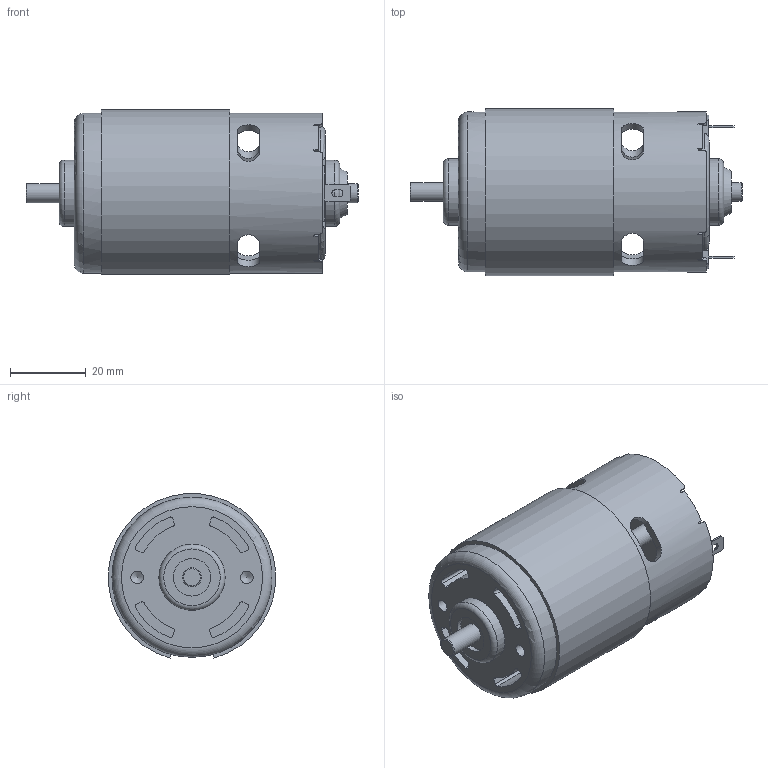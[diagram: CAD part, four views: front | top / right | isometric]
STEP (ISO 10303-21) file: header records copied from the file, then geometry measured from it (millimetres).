
FILE_DESCRIPTION(/* description */ (''),/* implementation_level */ '2;1');
FILE_NAME(/* name */ 'am-3775.ipt.stp',/* time_stamp */ '2017-12-12T12:03:56-08:00',/* author */ ('Autodesk Inc.'),/* organization */ ('Autodesk Inc.'),/* preprocessor_version */ 'ST-DEVELOPER v16.13',/* originating_system */ 'Autodesk Inventor 2018',/* authorisation */ '');
FILE_SCHEMA (('AUTOMOTIVE_DESIGN { 1 0 10303 214 3 1 1 }'));
Length unit declared in the file: inch
Products named in the file (1): am-3775
Bounding box: 87.75 x 44.13 x 43.46 mm (x, y, z)
Volume: 49534.3 mm3; surface area: 24425 mm2
Topology: 1 solids, 9 shells, 383 faces, 1008 edges, 664 vertices
Faces by surface type: plane 142, cylinder 133, bspline 95, torus 8, cone 5
Full cylindrical faces by diameter (mm): 3.3 x2, 5 x4, 9.906 x1, 17.5 x2, 37.95 x2, 42.3 x1
Entity records: 15463 total; most frequent: CARTESIAN_POINT 6501, ORIENTED_EDGE 1946, DIRECTION 1548, EDGE_CURVE 973, VERTEX_POINT 653, AXIS2_PLACEMENT_3D 528, LINE 492, VECTOR 492
